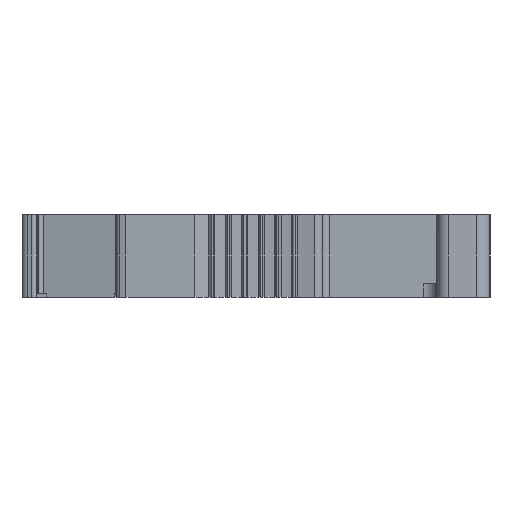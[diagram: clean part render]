
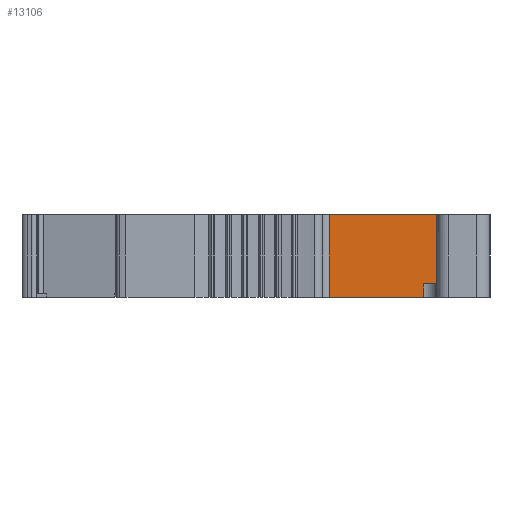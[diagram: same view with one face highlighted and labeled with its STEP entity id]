
A CAD part, left-side view. The second image highlights one B-rep face of the part: STEP entity #13106.
In plain terms, the highlighted planar face has unit normal (-1, 0, 0).
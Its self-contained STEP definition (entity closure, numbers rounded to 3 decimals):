
#2040=DIRECTION('',(0.,-1.,0.));
#2041=VECTOR('',#2040,7.1);
#2042=CARTESIAN_POINT('',(-32.4,6.1,-3.1));
#2043=LINE('',#2042,#2041);
#2044=DIRECTION('',(0.,1.,0.));
#2045=VECTOR('',#2044,10.2);
#2046=CARTESIAN_POINT('',(-32.4,-4.1,3.1));
#2047=LINE('',#2046,#2045);
#2048=DIRECTION('',(0.,1.,0.));
#2049=VECTOR('',#2048,3.1);
#2050=CARTESIAN_POINT('',(-32.4,-4.1,-2.1));
#2051=LINE('',#2050,#2049);
#2080=DIRECTION('',(0.,0.,-1.));
#2081=VECTOR('',#2080,5.2);
#2082=CARTESIAN_POINT('',(-32.4,-4.1,3.1));
#2083=LINE('',#2082,#2081);
#2514=DIRECTION('',(0.,0.,-1.));
#2515=VECTOR('',#2514,1.);
#2516=CARTESIAN_POINT('',(-32.4,-1.,-2.1));
#2517=LINE('',#2516,#2515);
#2526=DIRECTION('',(0.,0.,1.));
#2527=VECTOR('',#2526,6.2);
#2528=CARTESIAN_POINT('',(-32.4,6.1,-3.1));
#2529=LINE('',#2528,#2527);
#9529=CARTESIAN_POINT('',(-32.4,6.1,-3.1));
#9530=CARTESIAN_POINT('',(-32.4,-1.,-3.1));
#9531=VERTEX_POINT('',#9529);
#9532=VERTEX_POINT('',#9530);
#10057=CARTESIAN_POINT('',(-32.4,-4.1,3.1));
#10058=VERTEX_POINT('',#10057);
#10059=CARTESIAN_POINT('',(-32.4,6.1,3.1));
#10060=VERTEX_POINT('',#10059);
#10300=CARTESIAN_POINT('',(-32.4,-4.1,-2.1));
#10301=CARTESIAN_POINT('',(-32.4,-1.,-2.1));
#10302=VERTEX_POINT('',#10300);
#10303=VERTEX_POINT('',#10301);
#13089=CARTESIAN_POINT('',(-32.4,1.,0.));
#13090=DIRECTION('',(1.,0.,0.));
#13091=DIRECTION('',(0.,-1.,0.));
#13092=AXIS2_PLACEMENT_3D('',#13089,#13090,#13091);
#13093=PLANE('',#13092);
#13095=ORIENTED_EDGE('',*,*,#13094,.T.);
#13097=ORIENTED_EDGE('',*,*,#13096,.T.);
#13098=ORIENTED_EDGE('',*,*,#12807,.F.);
#13100=ORIENTED_EDGE('',*,*,#13099,.T.);
#13101=ORIENTED_EDGE('',*,*,#11985,.F.);
#13103=ORIENTED_EDGE('',*,*,#13102,.T.);
#13104=EDGE_LOOP('',(#13095,#13097,#13098,#13100,#13101,#13103));
#13105=FACE_OUTER_BOUND('',#13104,.F.);
#13106=ADVANCED_FACE('',(#13105),#13093,.F.);
#11985=EDGE_CURVE('',#10058,#10060,#2047,.T.);
#12807=EDGE_CURVE('',#9531,#9532,#2043,.T.);
#13094=EDGE_CURVE('',#10302,#10303,#2051,.T.);
#13096=EDGE_CURVE('',#10303,#9532,#2517,.T.);
#13099=EDGE_CURVE('',#9531,#10060,#2529,.T.);
#13102=EDGE_CURVE('',#10058,#10302,#2083,.T.);
